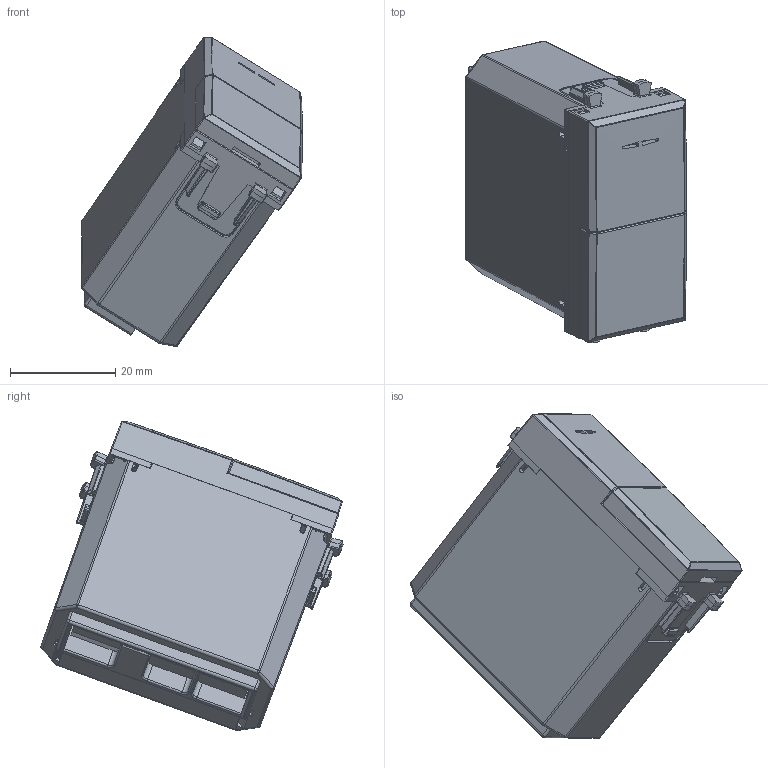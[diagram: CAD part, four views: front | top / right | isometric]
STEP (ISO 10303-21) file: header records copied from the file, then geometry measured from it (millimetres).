
FILE_DESCRIPTION(('CATIA V5 STEP Exchange'),'2;1');
FILE_NAME('443ABTA.stp','2024-03-05T13:00:54+00:00',('none'),('none'),'CATIA Version 5-6 Release 2016 SP6','CATIA V5 STEP AP203','none');
FILE_SCHEMA(('CONFIG_CONTROL_DESIGN'));
Products named in the file (1): 443ABTA
Assembly tree (9 placements, depth 2):
  443ABTA
    #57
    #656
    #12374  x2
    #14358
    #15609
    #20582
    #49707
    #53970
Bounding box: 41.89 x 57.34 x 58.72 mm (x, y, z)
Volume: 16275.5 mm3; surface area: 24522.1 mm2
Topology: 8 solids, 8 shells, 1509 faces, 4212 edges, 2667 vertices
Faces by surface type: plane 830, cylinder 450, bspline 87, sphere 68, cone 53, torus 21
Entity records: 53986 total; most frequent: CARTESIAN_POINT 21272, ORIENTED_EDGE 7914, DIRECTION 4835, EDGE_CURVE 3957, VERTEX_POINT 2544, VECTOR 2248, LINE 2248, AXIS2_PLACEMENT_3D 1486
